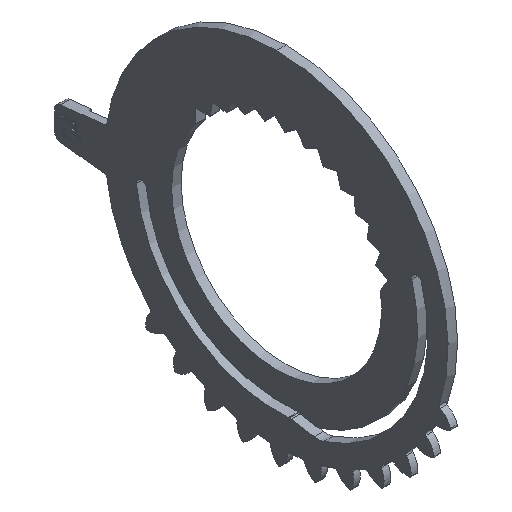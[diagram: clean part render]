
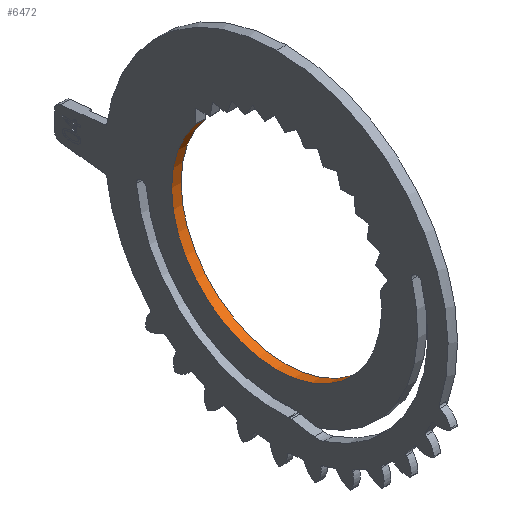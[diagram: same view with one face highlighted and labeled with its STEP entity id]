
A CAD part, isometric view. The second image highlights one B-rep face of the part: STEP entity #6472.
In plain terms, the highlighted cylindrical face has radius 15.5 mm (diameter 31 mm), a partial arc.
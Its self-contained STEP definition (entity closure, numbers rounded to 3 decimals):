
#33 = ORIENTED_EDGE ( 'NONE', *, *, #4204, .T. ) ;
#39 = VERTEX_POINT ( 'NONE', #6049 ) ;
#180 = LINE ( 'NONE', #1195, #2393 ) ;
#635 = CARTESIAN_POINT ( 'NONE',  ( 1.4, 0., 0. ) ) ;
#668 = DIRECTION ( 'NONE',  ( -1., 0., 0. ) ) ;
#868 = ORIENTED_EDGE ( 'NONE', *, *, #6601, .F. ) ;
#946 = AXIS2_PLACEMENT_3D ( 'NONE', #635, #5927, #6350 ) ;
#1195 = CARTESIAN_POINT ( 'NONE',  ( 1.4, -15.33, 2.291 ) ) ;
#1367 = DIRECTION ( 'NONE',  ( 0., 0., -1. ) ) ;
#1403 = DIRECTION ( 'NONE',  ( 1., 0., 0. ) ) ;
#1407 = CARTESIAN_POINT ( 'NONE',  ( 1.4, 11.96, 9.859 ) ) ;
#1476 = VERTEX_POINT ( 'NONE', #1407 ) ;
#1607 = VERTEX_POINT ( 'NONE', #6314 ) ;
#1748 = CARTESIAN_POINT ( 'NONE',  ( 1.4, 11.96, 9.859 ) ) ;
#2104 = CYLINDRICAL_SURFACE ( 'NONE', #946, 15.5 ) ;
#2211 = EDGE_CURVE ( 'NONE', #39, #1607, #4687, .T. ) ;
#2352 = EDGE_LOOP ( 'NONE', ( #868, #33, #2414, #4149 ) ) ;
#2393 = VECTOR ( 'NONE', #5540, 1000. ) ;
#2414 = ORIENTED_EDGE ( 'NONE', *, *, #4253, .T. ) ;
#2781 = AXIS2_PLACEMENT_3D ( 'NONE', #4986, #5019, #4432 ) ;
#4043 = CARTESIAN_POINT ( 'NONE',  ( 0., 0., 0. ) ) ;
#4138 = VECTOR ( 'NONE', #668, 1000. ) ;
#4149 = ORIENTED_EDGE ( 'NONE', *, *, #2211, .F. ) ;
#4204 = EDGE_CURVE ( 'NONE', #5074, #1476, #6593, .T. ) ;
#4242 = AXIS2_PLACEMENT_3D ( 'NONE', #4043, #1403, #1367 ) ;
#4253 = EDGE_CURVE ( 'NONE', #1476, #1607, #5472, .T. ) ;
#4432 = DIRECTION ( 'NONE',  ( 0., 0., -1. ) ) ;
#4687 = CIRCLE ( 'NONE', #4242, 15.5 ) ;
#4986 = CARTESIAN_POINT ( 'NONE',  ( 1.4, 0., 0. ) ) ;
#5019 = DIRECTION ( 'NONE',  ( 1., 0., 0. ) ) ;
#5074 = VERTEX_POINT ( 'NONE', #6013 ) ;
#5472 = LINE ( 'NONE', #1748, #4138 ) ;
#5540 = DIRECTION ( 'NONE',  ( -1., 0., 0. ) ) ;
#5927 = DIRECTION ( 'NONE',  ( -1., 0., 0. ) ) ;
#6013 = CARTESIAN_POINT ( 'NONE',  ( 1.4, -15.33, 2.291 ) ) ;
#6049 = CARTESIAN_POINT ( 'NONE',  ( 0., -15.33, 2.291 ) ) ;
#6314 = CARTESIAN_POINT ( 'NONE',  ( 0., 11.96, 9.859 ) ) ;
#6350 = DIRECTION ( 'NONE',  ( 0., 0., 1. ) ) ;
#6472 = ADVANCED_FACE ( 'NONE', ( #6917 ), #2104, .F. ) ;
#6593 = CIRCLE ( 'NONE', #2781, 15.5 ) ;
#6601 = EDGE_CURVE ( 'NONE', #5074, #39, #180, .T. ) ;
#6917 = FACE_OUTER_BOUND ( 'NONE', #2352, .T. ) ;
